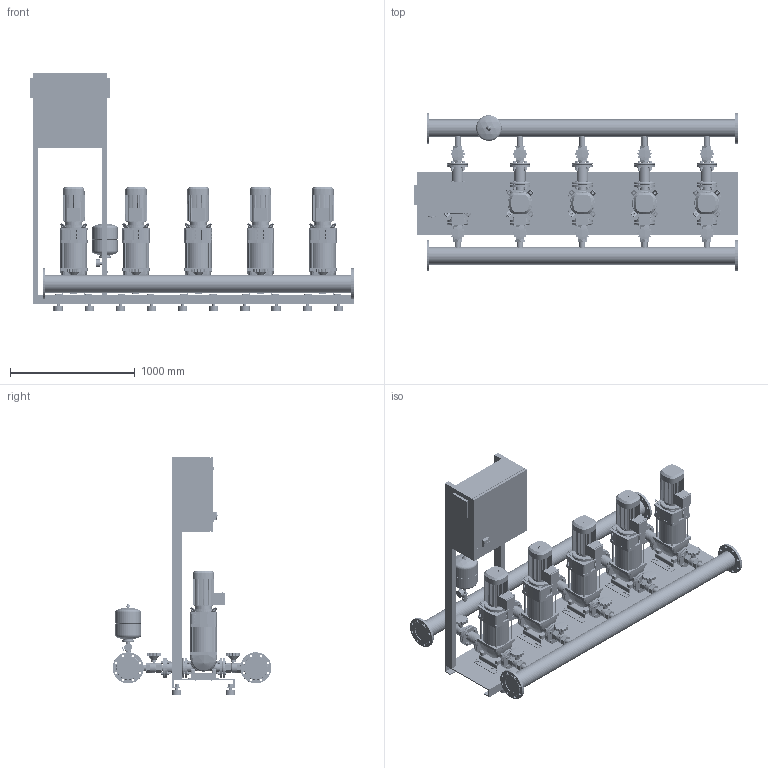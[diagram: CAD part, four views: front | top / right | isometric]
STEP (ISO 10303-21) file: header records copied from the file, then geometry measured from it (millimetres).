
FILE_DESCRIPTION((''),'2;1');
FILE_NAME('3d_CO-5HELIXV2202_K_CC-01-2530533.stp','2016-01-25T08:37:43',(''),(''),'Mechanical Desktop 2009','Mechanical Desktop 2009',', , ');
FILE_SCHEMA(('CONFIG_CONTROL_DESIGN'));
Length unit declared in the file: millimetre
Products named in the file (1): Product
Bounding box: 2600 x 1275 x 1905 mm (x, y, z)
Volume: 370894099.9 mm3; surface area: 20902037.9 mm2
Topology: 263 solids, 263 shells, 9049 faces, 22749 edges, 14779 vertices
Faces by surface type: plane 3696, cylinder 2625, bspline 1926, cone 476, torus 314, sphere 12
Entity records: 303217 total; most frequent: CARTESIAN_POINT 85761, ORIENTED_EDGE 45494, DIRECTION 43828, EDGE_CURVE 22747, AXIS2_PLACEMENT_3D 15205, VERTEX_POINT 14777, VECTOR 13418, LINE 13418
